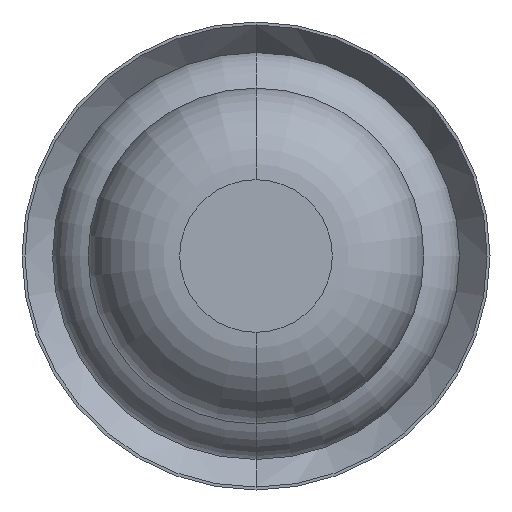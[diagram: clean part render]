
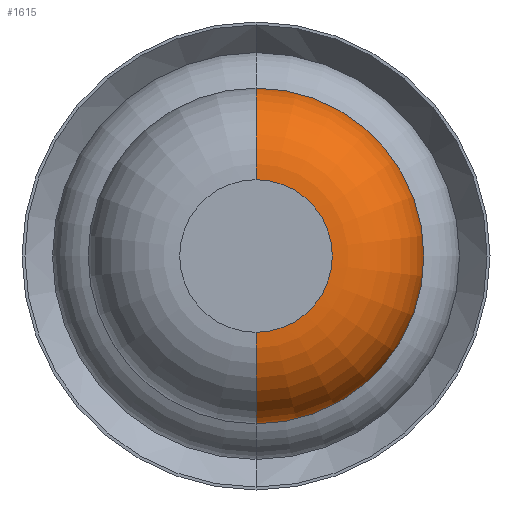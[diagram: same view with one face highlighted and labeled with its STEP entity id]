
A CAD part, front view. The second image highlights one B-rep face of the part: STEP entity #1615.
In plain terms, the highlighted toroidal (fillet/blend) face has major radius 0.375 mm and minor radius 0.45 mm.
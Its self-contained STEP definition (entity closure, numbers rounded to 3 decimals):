
#17 = VERTEX_POINT ( 'NONE', #3652 ) ;
#41 = AXIS2_PLACEMENT_3D ( 'NONE', #4355, #2125, #4389 ) ;
#46 = VERTEX_POINT ( 'NONE', #3005 ) ;
#263 = AXIS2_PLACEMENT_3D ( 'NONE', #4847, #4480, #2631 ) ;
#401 = ORIENTED_EDGE ( 'NONE', *, *, #719, .T. ) ;
#670 = DIRECTION ( 'NONE',  ( 0., 1., 0. ) ) ;
#719 = EDGE_CURVE ( 'NONE', #4098, #17, #2329, .T. ) ;
#992 = CIRCLE ( 'NONE', #3252, 0.825 ) ;
#1029 = CARTESIAN_POINT ( 'NONE',  ( 0., -29., 0.375 ) ) ;
#1049 = DIRECTION ( 'NONE',  ( 0., 0., 1. ) ) ;
#1055 = DIRECTION ( 'NONE',  ( 0., 0., -1. ) ) ;
#1185 = TOROIDAL_SURFACE ( 'NONE', #41, 0.375, 0.45 ) ;
#1437 = CARTESIAN_POINT ( 'NONE',  ( 0., -28.55, 0. ) ) ;
#1525 = ORIENTED_EDGE ( 'NONE', *, *, #1730, .F. ) ;
#1529 = DIRECTION ( 'NONE',  ( 0., 0., 1. ) ) ;
#1578 = EDGE_CURVE ( 'Defeature ausgef�hrt2_10+Defeature ausgef�hrt2_9+Defeature ausgef�hrt2_9+Defeature ausgef�hrt2_9', #46, #17, #992, .T. ) ;
#1615 = ADVANCED_FACE ( 'Defeature ausgef�hrt2_9', ( #2169 ), #1185, .T. ) ;
#1641 = CARTESIAN_POINT ( 'NONE',  ( 0., -29., -0.375 ) ) ;
#1730 = EDGE_CURVE ( 'NONE', #3457, #46, #3971, .T. ) ;
#1824 = CARTESIAN_POINT ( 'NONE',  ( 0., -28.55, -0.375 ) ) ;
#2125 = DIRECTION ( 'NONE',  ( 0., 1., 0. ) ) ;
#2160 = AXIS2_PLACEMENT_3D ( 'NONE', #2289, #3071, #1529 ) ;
#2169 = FACE_OUTER_BOUND ( 'NONE', #2782, .T. ) ;
#2289 = CARTESIAN_POINT ( 'NONE',  ( 0., -28.55, 0.375 ) ) ;
#2329 = CIRCLE ( 'NONE', #3436, 0.45 ) ;
#2631 = DIRECTION ( 'NONE',  ( 0., 0., 1. ) ) ;
#2684 = CIRCLE ( 'NONE', #263, 0.375 ) ;
#2782 = EDGE_LOOP ( 'NONE', ( #3604, #401, #3079, #1525 ) ) ;
#2906 = DIRECTION ( 'NONE',  ( 1., 0., 0. ) ) ;
#3005 = CARTESIAN_POINT ( 'NONE',  ( 0., -28.55, 0.825 ) ) ;
#3071 = DIRECTION ( 'NONE',  ( -1., 0., 0. ) ) ;
#3079 = ORIENTED_EDGE ( 'NONE', *, *, #1578, .F. ) ;
#3252 = AXIS2_PLACEMENT_3D ( 'NONE', #1437, #670, #1049 ) ;
#3436 = AXIS2_PLACEMENT_3D ( 'NONE', #1824, #2906, #1055 ) ;
#3457 = VERTEX_POINT ( 'NONE', #1029 ) ;
#3469 = EDGE_CURVE ( 'Defeature ausgef�hrt2_9+Defeature ausgef�hrt2_8+Defeature ausgef�hrt2_8+Defeature ausgef�hrt2_8', #3457, #4098, #2684, .T. ) ;
#3604 = ORIENTED_EDGE ( 'NONE', *, *, #3469, .T. ) ;
#3652 = CARTESIAN_POINT ( 'NONE',  ( 0., -28.55, -0.825 ) ) ;
#3971 = CIRCLE ( 'NONE', #2160, 0.45 ) ;
#4098 = VERTEX_POINT ( 'NONE', #1641 ) ;
#4355 = CARTESIAN_POINT ( 'NONE',  ( 0., -28.55, 0. ) ) ;
#4389 = DIRECTION ( 'NONE',  ( 0., 0., 1. ) ) ;
#4480 = DIRECTION ( 'NONE',  ( 0., 1., 0. ) ) ;
#4847 = CARTESIAN_POINT ( 'NONE',  ( 0., -29., 0. ) ) ;
